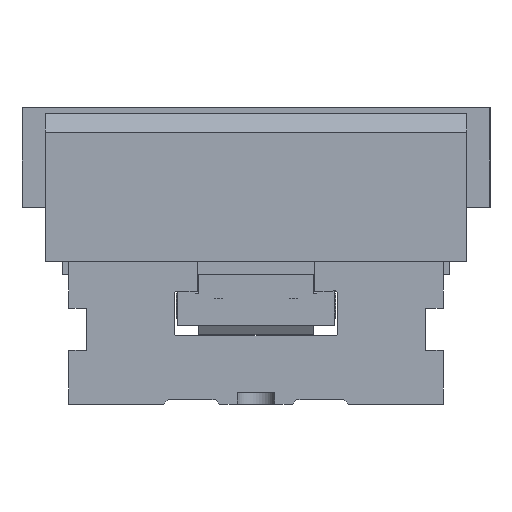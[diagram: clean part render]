
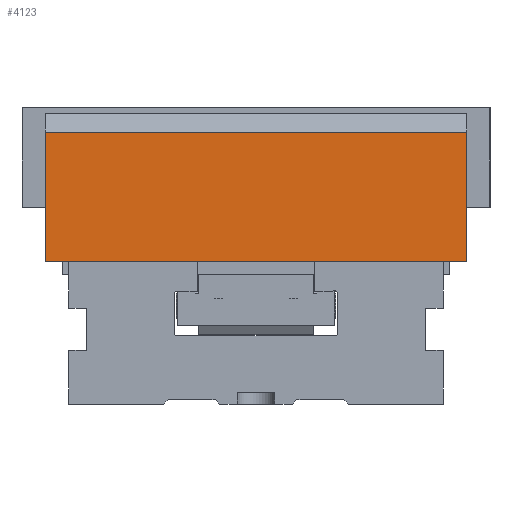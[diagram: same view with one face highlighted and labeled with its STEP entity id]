
A CAD part, left-side view. The second image highlights one B-rep face of the part: STEP entity #4123.
In plain terms, the highlighted planar face has unit normal (-1, 0, 0).
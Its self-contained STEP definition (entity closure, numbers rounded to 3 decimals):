
#4123=ADVANCED_FACE('',(#4719),#4474,.T.);
#4474=PLANE('',#10464);
#4719=FACE_OUTER_BOUND('',#5124,.T.);
#5124=EDGE_LOOP('',(#6156,#6157,#6158,#6159));
#6156=ORIENTED_EDGE('',*,*,#8375,.F.);
#6157=ORIENTED_EDGE('',*,*,#8376,.T.);
#6158=ORIENTED_EDGE('',*,*,#8377,.T.);
#6159=ORIENTED_EDGE('',*,*,#8370,.T.);
#7614=VERTEX_POINT('',#13627);
#7615=VERTEX_POINT('',#13629);
#7619=VERTEX_POINT('',#13639);
#7620=VERTEX_POINT('',#13641);
#8370=EDGE_CURVE('',#7615,#7614,#9191,.T.);
#8375=EDGE_CURVE('',#7619,#7614,#9195,.T.);
#8376=EDGE_CURVE('',#7619,#7620,#9196,.T.);
#8377=EDGE_CURVE('',#7620,#7615,#9197,.T.);
#9191=LINE('',#13628,#9817);
#9195=LINE('',#13638,#9821);
#9196=LINE('',#13640,#9822);
#9197=LINE('',#13642,#9823);
#9817=VECTOR('',#11626,1.);
#9821=VECTOR('',#11634,1.);
#9822=VECTOR('',#11635,1.);
#9823=VECTOR('',#11636,1.);
#10464=AXIS2_PLACEMENT_3D('',#13643,#11637,#11638);
#11626=DIRECTION('',(0.,-1.,0.));
#11634=DIRECTION('',(0.,0.,-1.));
#11635=DIRECTION('',(0.,1.,0.));
#11636=DIRECTION('',(0.,0.,-1.));
#11637=DIRECTION('',(-1.,0.,0.));
#11638=DIRECTION('',(0.,0.,1.));
#13627=CARTESIAN_POINT('',(31.277,130.787,-19.963));
#13628=CARTESIAN_POINT('',(31.277,220.787,-19.963));
#13629=CARTESIAN_POINT('',(31.277,310.787,-19.963));
#13638=CARTESIAN_POINT('',(31.277,130.787,43.337));
#13639=CARTESIAN_POINT('',(31.277,130.787,35.337));
#13640=CARTESIAN_POINT('',(31.277,220.787,35.337));
#13641=CARTESIAN_POINT('',(31.277,310.787,35.337));
#13642=CARTESIAN_POINT('',(31.277,310.787,43.337));
#13643=CARTESIAN_POINT('',(31.277,220.787,43.337));
